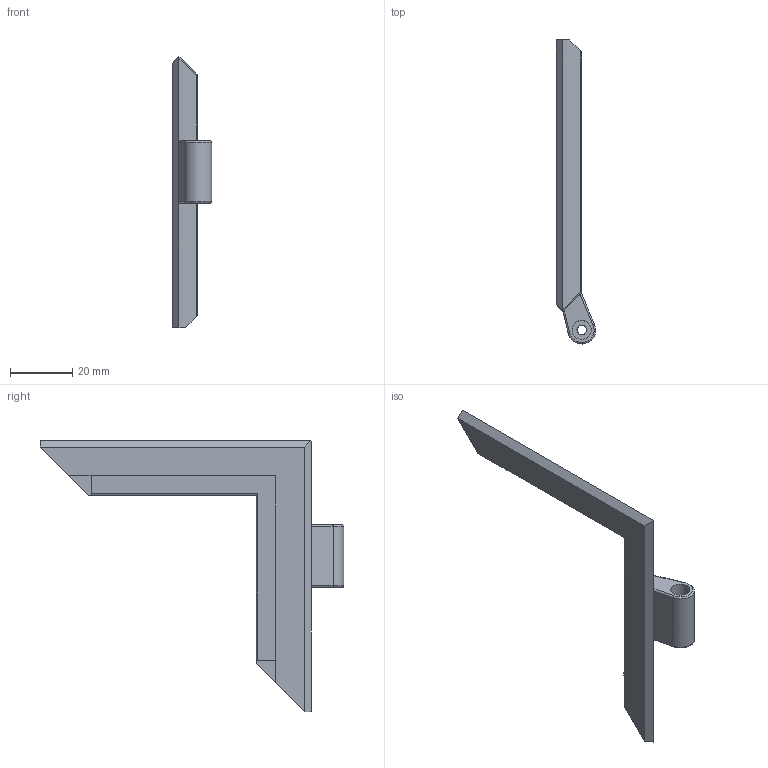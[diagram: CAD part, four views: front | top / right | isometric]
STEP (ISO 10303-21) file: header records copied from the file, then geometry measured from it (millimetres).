
FILE_DESCRIPTION(/* description */ (''),/* implementation_level */ '2;1');
FILE_NAME(/* name */ 'zp_hinge_bottom_moving_v2_x1.stl.step',/* time_stamp */ '2026-01-08T22:28:05-05:00',/* author */ (''),/* organization */ (''),/* preprocessor_version */ 'ST-DEVELOPER v20.1',/* originating_system */ 'Autodesk Translation Framework v14.21.0.0',/* authorisation */ '');
FILE_SCHEMA (('AUTOMOTIVE_DESIGN { 1 0 10303 214 3 1 1 }'));
Length unit declared in the file: millimetre
Products named in the file (1): ZeroPanels v3
Bounding box: 12.63 x 97.53 x 87.02 mm (x, y, z)
Volume: 13352.8 mm3; surface area: 7833.5 mm2
Topology: 1 solids, 1 shells, 47 faces, 119 edges, 75 vertices
Faces by surface type: plane 31, cylinder 14, torus 2
Full cylindrical faces by diameter (mm): 3 x1, 6.1 x1
Entity records: 1442 total; most frequent: CARTESIAN_POINT 264, DIRECTION 242, ORIENTED_EDGE 238, EDGE_CURVE 119, LINE 88, VECTOR 88, AXIS2_PLACEMENT_3D 77, VERTEX_POINT 75
